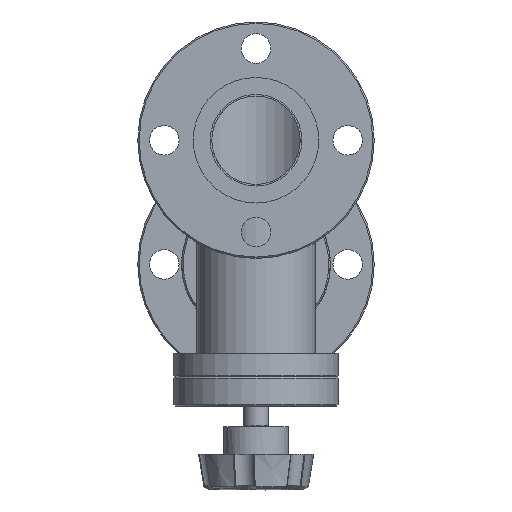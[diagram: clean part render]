
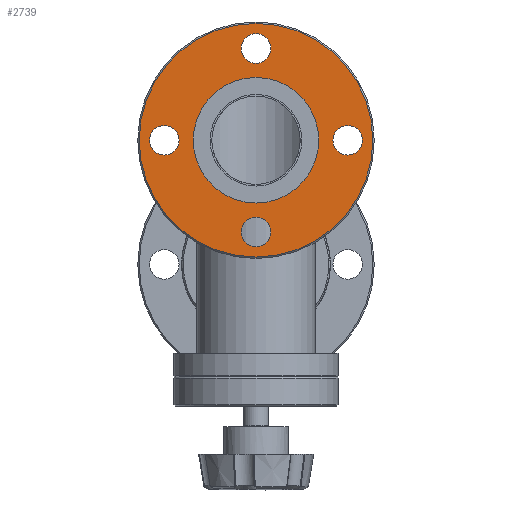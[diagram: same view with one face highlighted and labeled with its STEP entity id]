
A CAD part, front view. The second image highlights one B-rep face of the part: STEP entity #2739.
In plain terms, the highlighted planar face has unit normal (0, -1, 0).
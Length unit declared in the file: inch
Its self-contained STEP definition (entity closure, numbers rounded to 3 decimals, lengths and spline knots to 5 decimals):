
#122 = PLANE ( 'NONE',  #7678 ) ;
#347 = CARTESIAN_POINT ( 'NONE',  ( 0., -3.625, 2.7025 ) ) ;
#455 = CIRCLE ( 'NONE', #13640, 0.3125 ) ;
#467 = EDGE_CURVE ( 'NONE', #3705, #1758, #1990, .T. ) ;
#470 = CARTESIAN_POINT ( 'NONE',  ( 0., -3.625, 1.375 ) ) ;
#618 = ORIENTED_EDGE ( 'NONE', *, *, #678, .F. ) ;
#678 = EDGE_CURVE ( 'NONE', #1758, #3705, #9985, .T. ) ;
#857 = AXIS2_PLACEMENT_3D ( 'NONE', #9751, #11229, #13487 ) ;
#901 = AXIS2_PLACEMENT_3D ( 'NONE', #946, #9063, #2133 ) ;
#946 = CARTESIAN_POINT ( 'NONE',  ( 0., -3.625, 1.375 ) ) ;
#1015 = ORIENTED_EDGE ( 'NONE', *, *, #6847, .F. ) ;
#1121 = EDGE_LOOP ( 'NONE', ( #618, #6329 ) ) ;
#1186 = VERTEX_POINT ( 'NONE', #347 ) ;
#1200 = DIRECTION ( 'NONE',  ( 0., 1., 0. ) ) ;
#1348 = EDGE_CURVE ( 'NONE', #2274, #8891, #3780, .T. ) ;
#1408 = VERTEX_POINT ( 'NONE', #6037 ) ;
#1614 = CARTESIAN_POINT ( 'NONE',  ( 1.94, -3.625, 1.375 ) ) ;
#1642 = DIRECTION ( 'NONE',  ( 0., 0., -1. ) ) ;
#1734 = AXIS2_PLACEMENT_3D ( 'NONE', #6067, #14151, #7244 ) ;
#1758 = VERTEX_POINT ( 'NONE', #13051 ) ;
#1836 = AXIS2_PLACEMENT_3D ( 'NONE', #10108, #3180, #11244 ) ;
#1990 = CIRCLE ( 'NONE', #5002, 0.3125 ) ;
#2047 = EDGE_CURVE ( 'NONE', #6762, #7992, #7778, .T. ) ;
#2051 = AXIS2_PLACEMENT_3D ( 'NONE', #2418, #10484, #3567 ) ;
#2133 = DIRECTION ( 'NONE',  ( 0., 0., -1. ) ) ;
#2229 = FACE_BOUND ( 'NONE', #8108, .T. ) ;
#2274 = VERTEX_POINT ( 'NONE', #10462 ) ;
#2418 = CARTESIAN_POINT ( 'NONE',  ( 0., -3.625, 3.315 ) ) ;
#2454 = CARTESIAN_POINT ( 'NONE',  ( -1.94, -3.625, 1.375 ) ) ;
#2739 = ADVANCED_FACE ( 'NONE', ( #2229, #8788, #14146, #11107, #8023, #4928 ), #122, .F. ) ;
#2781 = DIRECTION ( 'NONE',  ( 0., 0., 1. ) ) ;
#3180 = DIRECTION ( 'NONE',  ( 0., -1., 0. ) ) ;
#3306 = DIRECTION ( 'NONE',  ( 0., 1., 0. ) ) ;
#3434 = CIRCLE ( 'NONE', #10437, 2.47 ) ;
#3472 = ORIENTED_EDGE ( 'NONE', *, *, #8029, .F. ) ;
#3567 = DIRECTION ( 'NONE',  ( 0., 0., 1. ) ) ;
#3705 = VERTEX_POINT ( 'NONE', #6841 ) ;
#3780 = CIRCLE ( 'NONE', #9098, 0.3125 ) ;
#3992 = VERTEX_POINT ( 'NONE', #10905 ) ;
#4693 = CIRCLE ( 'NONE', #1836, 0.3125 ) ;
#4832 = DIRECTION ( 'NONE',  ( 0., 0., 1. ) ) ;
#4868 = AXIS2_PLACEMENT_3D ( 'NONE', #470, #8584, #1642 ) ;
#4928 = FACE_OUTER_BOUND ( 'NONE', #12922, .T. ) ;
#5002 = AXIS2_PLACEMENT_3D ( 'NONE', #2454, #9435, #7256 ) ;
#5413 = EDGE_CURVE ( 'NONE', #3992, #6411, #11597, .T. ) ;
#5473 = CARTESIAN_POINT ( 'NONE',  ( 0., -3.625, 3.315 ) ) ;
#5672 = CARTESIAN_POINT ( 'NONE',  ( 0., -3.625, 0.0475 ) ) ;
#6037 = CARTESIAN_POINT ( 'NONE',  ( 2.47, -3.625, 1.375 ) ) ;
#6067 = CARTESIAN_POINT ( 'NONE',  ( 0., -3.625, -0.565 ) ) ;
#6329 = ORIENTED_EDGE ( 'NONE', *, *, #467, .F. ) ;
#6365 = EDGE_LOOP ( 'NONE', ( #6663, #13439 ) ) ;
#6411 = VERTEX_POINT ( 'NONE', #11534 ) ;
#6650 = DIRECTION ( 'NONE',  ( 0., 0., 1. ) ) ;
#6663 = ORIENTED_EDGE ( 'NONE', *, *, #9407, .F. ) ;
#6762 = VERTEX_POINT ( 'NONE', #11268 ) ;
#6841 = CARTESIAN_POINT ( 'NONE',  ( -1.94, -3.625, 1.0625 ) ) ;
#6847 = EDGE_CURVE ( 'NONE', #6411, #3992, #4693, .T. ) ;
#7244 = DIRECTION ( 'NONE',  ( 0., 0., 1. ) ) ;
#7256 = DIRECTION ( 'NONE',  ( 0., 0., 1. ) ) ;
#7339 = DIRECTION ( 'NONE',  ( 0., 0., 1. ) ) ;
#7529 = CIRCLE ( 'NONE', #4868, 1.3275 ) ;
#7678 = AXIS2_PLACEMENT_3D ( 'NONE', #9456, #11740, #4832 ) ;
#7767 = AXIS2_PLACEMENT_3D ( 'NONE', #5473, #13546, #6650 ) ;
#7778 = CIRCLE ( 'NONE', #7767, 0.3125 ) ;
#7992 = VERTEX_POINT ( 'NONE', #14993 ) ;
#8023 = FACE_BOUND ( 'NONE', #8368, .T. ) ;
#8029 = EDGE_CURVE ( 'NONE', #12033, #1408, #3434, .T. ) ;
#8108 = EDGE_LOOP ( 'NONE', ( #9473, #9318 ) ) ;
#8150 = CARTESIAN_POINT ( 'NONE',  ( 0., -3.625, 1.375 ) ) ;
#8368 = EDGE_LOOP ( 'NONE', ( #12022, #13584 ) ) ;
#8584 = DIRECTION ( 'NONE',  ( 0., -1., 0. ) ) ;
#8788 = FACE_BOUND ( 'NONE', #6365, .T. ) ;
#8891 = VERTEX_POINT ( 'NONE', #10428 ) ;
#9063 = DIRECTION ( 'NONE',  ( 0., -1., 0. ) ) ;
#9098 = AXIS2_PLACEMENT_3D ( 'NONE', #14227, #10647, #7339 ) ;
#9218 = EDGE_CURVE ( 'NONE', #7992, #6762, #14192, .T. ) ;
#9318 = ORIENTED_EDGE ( 'NONE', *, *, #11773, .F. ) ;
#9329 = DIRECTION ( 'NONE',  ( -1., 0., 0. ) ) ;
#9407 = EDGE_CURVE ( 'NONE', #8891, #2274, #455, .T. ) ;
#9413 = EDGE_LOOP ( 'NONE', ( #10662, #1015 ) ) ;
#9435 = DIRECTION ( 'NONE',  ( 0., -1., 0. ) ) ;
#9456 = CARTESIAN_POINT ( 'NONE',  ( -2.5, -3.625, 1.375 ) ) ;
#9473 = ORIENTED_EDGE ( 'NONE', *, *, #13312, .F. ) ;
#9701 = CIRCLE ( 'NONE', #10013, 2.47 ) ;
#9731 = DIRECTION ( 'NONE',  ( 0., -1., 0. ) ) ;
#9751 = CARTESIAN_POINT ( 'NONE',  ( -1.94, -3.625, 1.375 ) ) ;
#9911 = EDGE_CURVE ( 'NONE', #1408, #12033, #9701, .T. ) ;
#9985 = CIRCLE ( 'NONE', #857, 0.3125 ) ;
#10013 = AXIS2_PLACEMENT_3D ( 'NONE', #10249, #3306, #11376 ) ;
#10108 = CARTESIAN_POINT ( 'NONE',  ( 0., -3.625, -0.565 ) ) ;
#10249 = CARTESIAN_POINT ( 'NONE',  ( 0., -3.625, 1.375 ) ) ;
#10428 = CARTESIAN_POINT ( 'NONE',  ( 1.94, -3.625, 1.6875 ) ) ;
#10437 = AXIS2_PLACEMENT_3D ( 'NONE', #8150, #1200, #9329 ) ;
#10462 = CARTESIAN_POINT ( 'NONE',  ( 1.94, -3.625, 1.0625 ) ) ;
#10484 = DIRECTION ( 'NONE',  ( 0., -1., 0. ) ) ;
#10537 = CARTESIAN_POINT ( 'NONE',  ( -2.47, -3.625, 1.375 ) ) ;
#10647 = DIRECTION ( 'NONE',  ( 0., -1., 0. ) ) ;
#10662 = ORIENTED_EDGE ( 'NONE', *, *, #5413, .F. ) ;
#10905 = CARTESIAN_POINT ( 'NONE',  ( 0., -3.625, -0.2525 ) ) ;
#11090 = CIRCLE ( 'NONE', #901, 1.3275 ) ;
#11107 = FACE_BOUND ( 'NONE', #1121, .T. ) ;
#11229 = DIRECTION ( 'NONE',  ( 0., -1., 0. ) ) ;
#11244 = DIRECTION ( 'NONE',  ( 0., 0., 1. ) ) ;
#11268 = CARTESIAN_POINT ( 'NONE',  ( 0., -3.625, 3.0025 ) ) ;
#11376 = DIRECTION ( 'NONE',  ( -1., 0., 0. ) ) ;
#11534 = CARTESIAN_POINT ( 'NONE',  ( 0., -3.625, -0.8775 ) ) ;
#11597 = CIRCLE ( 'NONE', #1734, 0.3125 ) ;
#11711 = ORIENTED_EDGE ( 'NONE', *, *, #9911, .F. ) ;
#11740 = DIRECTION ( 'NONE',  ( 0., 1., 0. ) ) ;
#11773 = EDGE_CURVE ( 'NONE', #1186, #14424, #11090, .T. ) ;
#12022 = ORIENTED_EDGE ( 'NONE', *, *, #9218, .F. ) ;
#12033 = VERTEX_POINT ( 'NONE', #10537 ) ;
#12922 = EDGE_LOOP ( 'NONE', ( #3472, #11711 ) ) ;
#13051 = CARTESIAN_POINT ( 'NONE',  ( -1.94, -3.625, 1.6875 ) ) ;
#13312 = EDGE_CURVE ( 'NONE', #14424, #1186, #7529, .T. ) ;
#13439 = ORIENTED_EDGE ( 'NONE', *, *, #1348, .F. ) ;
#13487 = DIRECTION ( 'NONE',  ( 0., 0., 1. ) ) ;
#13546 = DIRECTION ( 'NONE',  ( 0., -1., 0. ) ) ;
#13584 = ORIENTED_EDGE ( 'NONE', *, *, #2047, .F. ) ;
#13640 = AXIS2_PLACEMENT_3D ( 'NONE', #1614, #9731, #2781 ) ;
#14146 = FACE_BOUND ( 'NONE', #9413, .T. ) ;
#14151 = DIRECTION ( 'NONE',  ( 0., -1., 0. ) ) ;
#14192 = CIRCLE ( 'NONE', #2051, 0.3125 ) ;
#14227 = CARTESIAN_POINT ( 'NONE',  ( 1.94, -3.625, 1.375 ) ) ;
#14424 = VERTEX_POINT ( 'NONE', #5672 ) ;
#14993 = CARTESIAN_POINT ( 'NONE',  ( 0., -3.625, 3.6275 ) ) ;
